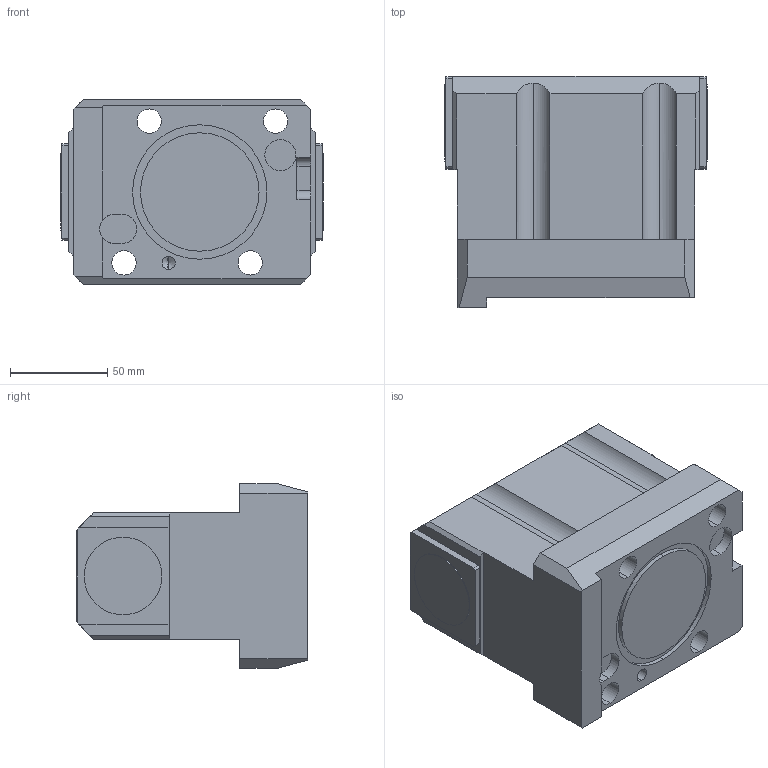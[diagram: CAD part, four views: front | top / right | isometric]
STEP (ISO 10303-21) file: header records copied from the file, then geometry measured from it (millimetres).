
FILE_DESCRIPTION (( 'STEP AP203' ), '1' );
FILE_NAME ('14910007390dime.STEP', '2025-10-14T06:42:22', ( '' ), ( '' ), 'SwSTEP 2.0', 'SolidWorks 2024', '' );
FILE_SCHEMA (( 'CONFIG_CONTROL_DESIGN' ));
Length unit declared in the file: millimetre
Products named in the file (1): 14910007390dime
Bounding box: 135 x 119 x 95 mm (x, y, z)
Volume: 986838 mm3; surface area: 76948.1 mm2
Topology: 1 solids, 1 shells, 101 faces, 274 edges, 181 vertices
Faces by surface type: plane 67, cylinder 32, cone 2
Entity records: 3257 total; most frequent: CARTESIAN_POINT 579, ORIENTED_EDGE 544, DIRECTION 534, EDGE_CURVE 272, VECTOR 198, LINE 198, VERTEX_POINT 181, AXIS2_PLACEMENT_3D 168
